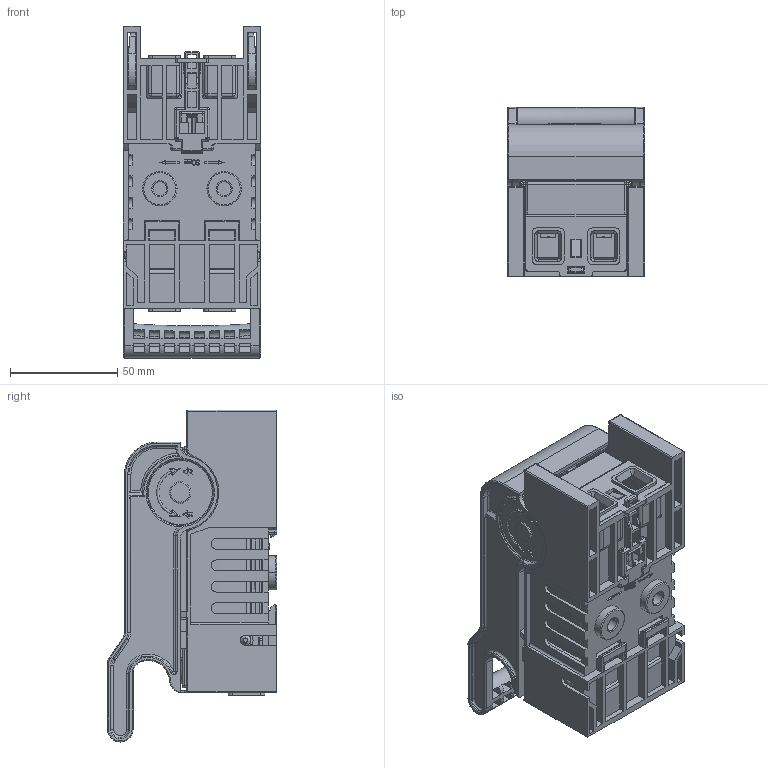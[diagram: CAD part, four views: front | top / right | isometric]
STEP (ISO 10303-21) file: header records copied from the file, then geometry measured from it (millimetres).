
FILE_DESCRIPTION((''),'2;1');
FILE_NAME('HR17-63_ASM','2025-08-25T10:37:23',('Administrator'),(''),'CREO PARAMETRIC BY PTC INC, 2021023','CREO PARAMETRIC BY PTC INC, 2021023','');
FILE_SCHEMA(('CONFIG_CONTROL_DESIGN'));
Length unit declared in the file: millimetre
Products named in the file (11): HR17-160DIZUO; SHANGGAI; ZHAO63; HR17-160JINGCHUTOU; KAQUAN; TOUMINGAI; BIAOPAI; KABAN; RONGDUANQI; JIEXIANZUO; HR17-63_ASM
Assembly tree (13 placements, depth 2):
  HR17-63_ASM
    HR17-160DIZUO
    SHANGGAI
    ZHAO63
    HR17-160JINGCHUTOU  x2
    KAQUAN
    TOUMINGAI
    BIAOPAI
    KABAN
    RONGDUANQI  x2
    JIEXIANZUO  x2
Bounding box: 64 x 79 x 155 mm (x, y, z)
Volume: 255258.1 mm3; surface area: 195136.9 mm2
Topology: 13 solids, 13 shells, 5769 faces, 16062 edges, 10466 vertices
Faces by surface type: plane 4148, cylinder 812, extrusion 416, torus 222, bspline 66, sphere 65, cone 40
Entity records: 182159 total; most frequent: CARTESIAN_POINT 39163, ORIENTED_EDGE 31246, DIRECTION 26876, EDGE_CURVE 15623, VECTOR 13010, LINE 12594, VERTEX_POINT 10185, AXIS2_PLACEMENT_3D 6933
